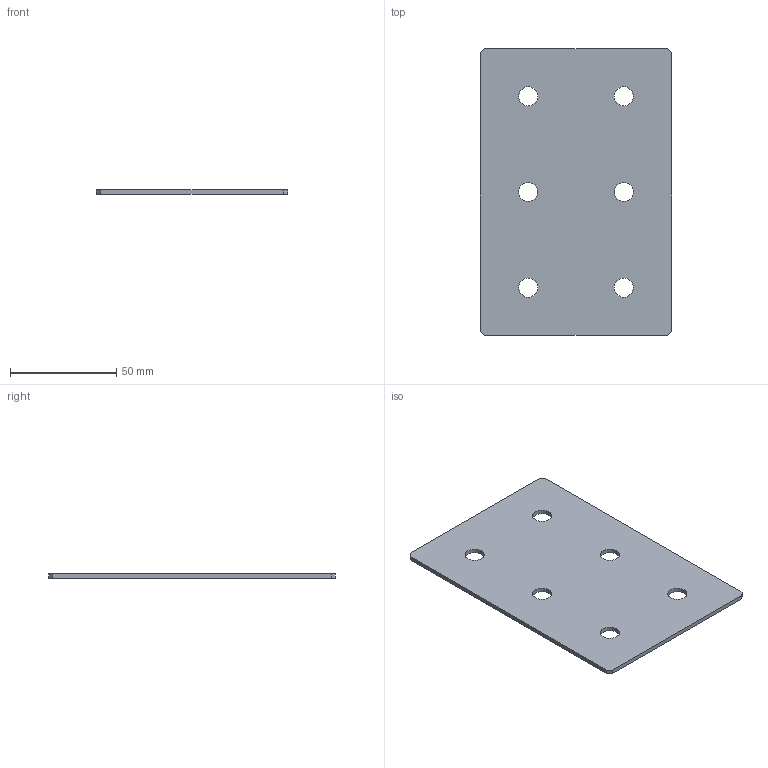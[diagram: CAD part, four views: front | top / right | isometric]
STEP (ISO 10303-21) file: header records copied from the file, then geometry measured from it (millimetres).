
FILE_DESCRIPTION (( 'STEP AP214' ), '1' );
FILE_NAME ('Ï-Ïëàñòèíà 45 ñåðèÿ 2õ3 6îòâ 90õ135õ2.STEP', '2022-02-22T14:40:20', ( 'user' ), ( '' ), 'SwSTEP 2.0', 'SolidWorks 2021', '' );
FILE_SCHEMA (( 'AUTOMOTIVE_DESIGN' ));
Length unit declared in the file: millimetre
Products named in the file (1): Ï-Ïëàñòèíà 45 ñåðèÿ 2õ3 6îòâ 90õ135õ2
Bounding box: 90 x 135 x 2 mm (x, y, z)
Volume: 23520.6 mm3; surface area: 24750.5 mm2
Topology: 1 solids, 1 shells, 22 faces, 60 edges, 40 vertices
Faces by surface type: cylinder 12, plane 10
Entity records: 766 total; most frequent: DIRECTION 130, CARTESIAN_POINT 123, ORIENTED_EDGE 120, EDGE_CURVE 60, AXIS2_PLACEMENT_3D 47, VERTEX_POINT 40, LINE 36, VECTOR 36
